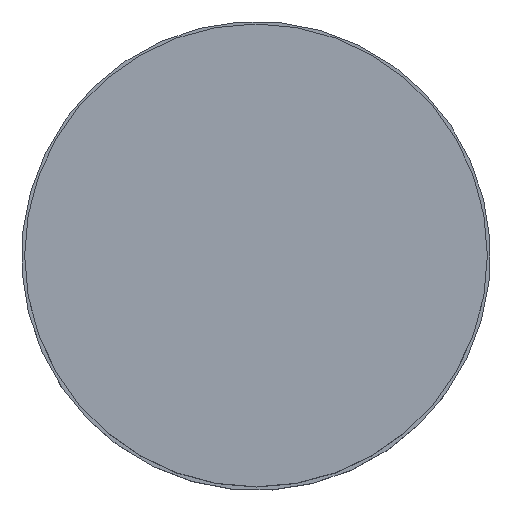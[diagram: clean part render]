
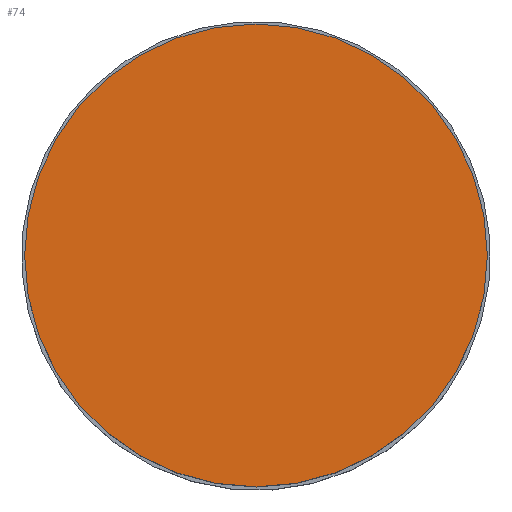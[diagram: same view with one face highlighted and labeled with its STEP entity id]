
A CAD part, top view. The second image highlights one B-rep face of the part: STEP entity #74.
In plain terms, the highlighted planar face has unit normal (0, 0, 1).
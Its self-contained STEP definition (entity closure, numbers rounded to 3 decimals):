
#63 = EDGE_CURVE ( 'NONE', #113, #112, #282, .T. ) ;
#71 = EDGE_LOOP ( 'NONE', ( #76, #89 ) ) ;
#74 = ADVANCED_FACE ( 'NONE', ( #260 ), #331, .T. ) ;
#76 = ORIENTED_EDGE ( 'NONE', *, *, #108, .T. ) ;
#89 = ORIENTED_EDGE ( 'NONE', *, *, #63, .T. ) ;
#108 = EDGE_CURVE ( 'NONE', #112, #113, #442, .T. ) ;
#112 = VERTEX_POINT ( 'NONE', #438 ) ;
#113 = VERTEX_POINT ( 'NONE', #416 ) ;
#260 = FACE_OUTER_BOUND ( 'NONE', #71, .T. ) ;
#271 = AXIS2_PLACEMENT_3D ( 'NONE', #349, #354, #353 ) ;
#279 = AXIS2_PLACEMENT_3D ( 'NONE', #281, #280, #395 ) ;
#280 = DIRECTION ( 'NONE',  ( 0., 0., 1. ) ) ;
#281 = CARTESIAN_POINT ( 'NONE',  ( 0., 0., 0.3 ) ) ;
#282 = CIRCLE ( 'NONE', #271, 0.75 ) ;
#331 = PLANE ( 'NONE',  #279 ) ;
#349 = CARTESIAN_POINT ( 'NONE',  ( 0., 0., 0.3 ) ) ;
#353 = DIRECTION ( 'NONE',  ( 1., 0., 0. ) ) ;
#354 = DIRECTION ( 'NONE',  ( 0., 0., 1. ) ) ;
#395 = DIRECTION ( 'NONE',  ( 1., 0., 0. ) ) ;
#416 = CARTESIAN_POINT ( 'NONE',  ( 0.75, 0., 0.3 ) ) ;
#425 = DIRECTION ( 'NONE',  ( 1., 0., 0. ) ) ;
#438 = CARTESIAN_POINT ( 'NONE',  ( -0.75, 0., 0.3 ) ) ;
#439 = DIRECTION ( 'NONE',  ( 0., 0., 1. ) ) ;
#442 = CIRCLE ( 'NONE', #464, 0.75 ) ;
#464 = AXIS2_PLACEMENT_3D ( 'NONE', #480, #439, #425 ) ;
#480 = CARTESIAN_POINT ( 'NONE',  ( 0., 0., 0.3 ) ) ;
